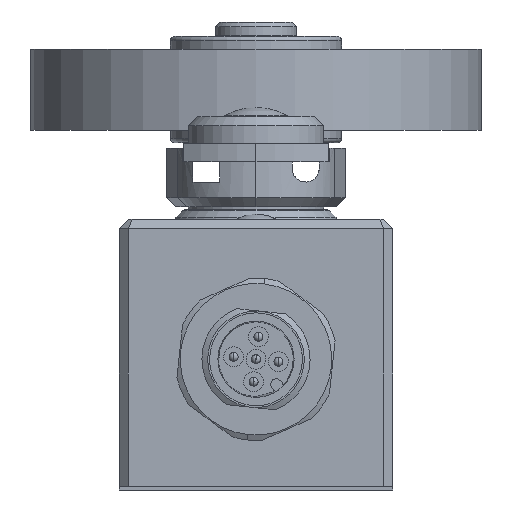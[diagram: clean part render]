
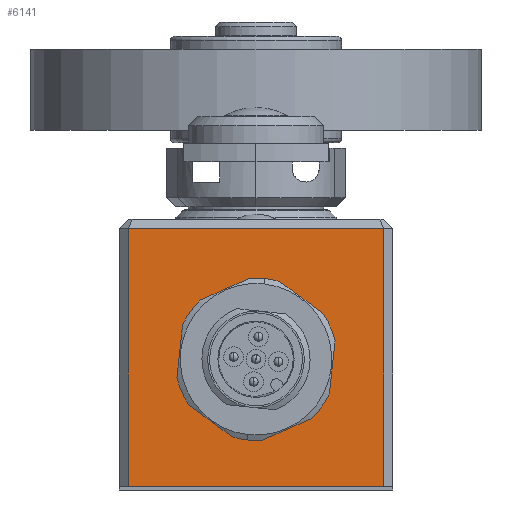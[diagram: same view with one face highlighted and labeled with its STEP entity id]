
A CAD part, front view. The second image highlights one B-rep face of the part: STEP entity #6141.
In plain terms, the highlighted planar face has unit normal (0, -1, 0).
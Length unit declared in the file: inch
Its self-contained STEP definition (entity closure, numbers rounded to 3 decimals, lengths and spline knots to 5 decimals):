
#968 = LINE ( 'NONE', #22308, #28625 ) ;
#1336 = DIRECTION ( 'NONE',  ( 0., 0., 1. ) ) ;
#1550 = VERTEX_POINT ( 'NONE', #42018 ) ;
#3469 = CARTESIAN_POINT ( 'NONE',  ( 0.55709, -2.1063, 1.14173 ) ) ;
#5485 = CARTESIAN_POINT ( 'NONE',  ( -0.31496, -2.1063, 0.57087 ) ) ;
#5500 = DIRECTION ( 'NONE',  ( 0., 1., 0. ) ) ;
#6141 = ADVANCED_FACE ( 'NONE', ( #44251, #26507 ), #20971, .T. ) ;
#6972 = ORIENTED_EDGE ( 'NONE', *, *, #38434, .F. ) ;
#7996 = CARTESIAN_POINT ( 'NONE',  ( -0.55709, -2.1063, 0.01575 ) ) ;
#8301 = CARTESIAN_POINT ( 'NONE',  ( -0.55709, -2.1063, 1.14173 ) ) ;
#9572 = EDGE_CURVE ( 'NONE', #13099, #17465, #13548, .T. ) ;
#9915 = ORIENTED_EDGE ( 'NONE', *, *, #41220, .F. ) ;
#9940 = DIRECTION ( 'NONE',  ( 0., -1., 0. ) ) ;
#10239 = CIRCLE ( 'NONE', #43262, 0.31496 ) ;
#10803 = EDGE_CURVE ( 'NONE', #1550, #36349, #31543, .T. ) ;
#11235 = ORIENTED_EDGE ( 'NONE', *, *, #9572, .T. ) ;
#12185 = VECTOR ( 'NONE', #1336, 39.37008 ) ;
#13099 = VERTEX_POINT ( 'NONE', #36219 ) ;
#13548 = LINE ( 'NONE', #7996, #42401 ) ;
#15332 = CARTESIAN_POINT ( 'NONE',  ( 0.55709, -2.1063, 0.01575 ) ) ;
#15849 = EDGE_LOOP ( 'NONE', ( #41628, #22772 ) ) ;
#16440 = ORIENTED_EDGE ( 'NONE', *, *, #29291, .T. ) ;
#17465 = VERTEX_POINT ( 'NONE', #43537 ) ;
#17744 = CARTESIAN_POINT ( 'NONE',  ( 0., -2.1063, 0.57087 ) ) ;
#18333 = VECTOR ( 'NONE', #27853, 39.37008 ) ;
#20740 = EDGE_LOOP ( 'NONE', ( #11235, #16440, #9915, #6972 ) ) ;
#20971 = PLANE ( 'NONE',  #37461 ) ;
#21582 = EDGE_CURVE ( 'NONE', #36349, #1550, #10239, .T. ) ;
#22126 = DIRECTION ( 'NONE',  ( 1., 0., 0. ) ) ;
#22308 = CARTESIAN_POINT ( 'NONE',  ( -0.55709, -2.1063, 0.01575 ) ) ;
#22772 = ORIENTED_EDGE ( 'NONE', *, *, #21582, .T. ) ;
#24834 = AXIS2_PLACEMENT_3D ( 'NONE', #26741, #5500, #37431 ) ;
#26507 = FACE_OUTER_BOUND ( 'NONE', #20740, .T. ) ;
#26741 = CARTESIAN_POINT ( 'NONE',  ( 0., -2.1063, 0.57087 ) ) ;
#27853 = DIRECTION ( 'NONE',  ( 1., 0., 0. ) ) ;
#28069 = CARTESIAN_POINT ( 'NONE',  ( 0.55709, -2.1063, 0. ) ) ;
#28625 = VECTOR ( 'NONE', #39634, 39.37008 ) ;
#29291 = EDGE_CURVE ( 'NONE', #17465, #39307, #44362, .T. ) ;
#31092 = CARTESIAN_POINT ( 'NONE',  ( -0.55709, -2.1063, 1.14173 ) ) ;
#31456 = DIRECTION ( 'NONE',  ( 0., 0., -1. ) ) ;
#31543 = CIRCLE ( 'NONE', #24834, 0.31496 ) ;
#36219 = CARTESIAN_POINT ( 'NONE',  ( -0.55709, -2.1063, 0.01575 ) ) ;
#36349 = VERTEX_POINT ( 'NONE', #5485 ) ;
#37431 = DIRECTION ( 'NONE',  ( 1., 0., 0. ) ) ;
#37461 = AXIS2_PLACEMENT_3D ( 'NONE', #28069, #9940, #31456 ) ;
#38434 = EDGE_CURVE ( 'NONE', #13099, #44374, #968, .T. ) ;
#38928 = DIRECTION ( 'NONE',  ( 1., 0., 0. ) ) ;
#39307 = VERTEX_POINT ( 'NONE', #3469 ) ;
#39634 = DIRECTION ( 'NONE',  ( 0., 0., 1. ) ) ;
#41220 = EDGE_CURVE ( 'NONE', #44374, #39307, #45479, .T. ) ;
#41628 = ORIENTED_EDGE ( 'NONE', *, *, #10803, .T. ) ;
#42018 = CARTESIAN_POINT ( 'NONE',  ( 0.31496, -2.1063, 0.57087 ) ) ;
#42401 = VECTOR ( 'NONE', #22126, 39.37008 ) ;
#43262 = AXIS2_PLACEMENT_3D ( 'NONE', #17744, #45744, #38928 ) ;
#43537 = CARTESIAN_POINT ( 'NONE',  ( 0.55709, -2.1063, 0.01575 ) ) ;
#44251 = FACE_BOUND ( 'NONE', #15849, .T. ) ;
#44362 = LINE ( 'NONE', #15332, #12185 ) ;
#44374 = VERTEX_POINT ( 'NONE', #8301 ) ;
#45479 = LINE ( 'NONE', #31092, #18333 ) ;
#45744 = DIRECTION ( 'NONE',  ( 0., 1., 0. ) ) ;
